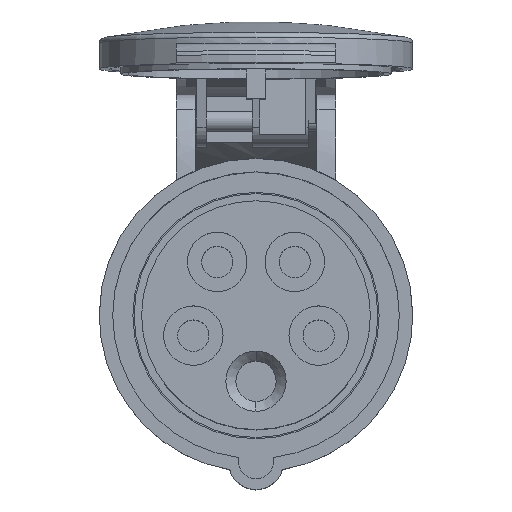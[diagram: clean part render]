
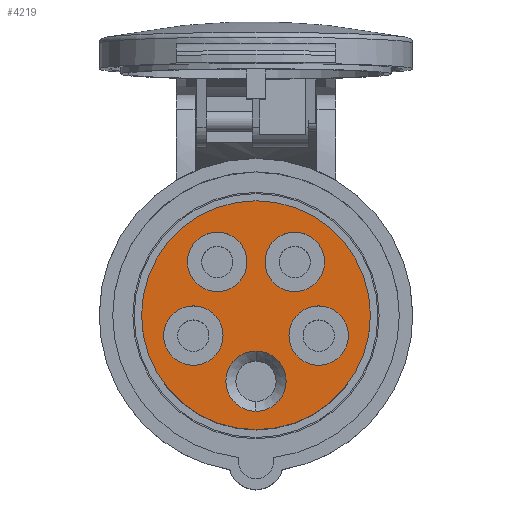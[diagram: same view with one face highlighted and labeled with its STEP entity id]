
A CAD part, top view. The second image highlights one B-rep face of the part: STEP entity #4219.
In plain terms, the highlighted planar face has unit normal (0, 0, 1).
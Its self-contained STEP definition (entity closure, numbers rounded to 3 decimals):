
#3266=CARTESIAN_POINT('',(0.,0.,39.5));
#3267=DIRECTION('',(0.,0.,-1.));
#3268=DIRECTION('',(-1.,0.,0.));
#3269=AXIS2_PLACEMENT_3D('',#3266,#3267,#3268);
#3271=CARTESIAN_POINT('',(0.,0.,39.5));
#3272=DIRECTION('',(0.,0.,-1.));
#3273=DIRECTION('',(1.,0.,0.));
#3274=AXIS2_PLACEMENT_3D('',#3271,#3272,#3273);
#3276=CARTESIAN_POINT('',(-4.094,12.601,39.5));
#3277=DIRECTION('',(0.,0.,1.));
#3278=DIRECTION('',(1.,0.,0.));
#3279=AXIS2_PLACEMENT_3D('',#3276,#3277,#3278);
#3281=CARTESIAN_POINT('',(-4.094,12.601,39.5));
#3282=DIRECTION('',(0.,0.,1.));
#3283=DIRECTION('',(-1.,0.,0.));
#3284=AXIS2_PLACEMENT_3D('',#3281,#3282,#3283);
#3286=CARTESIAN_POINT('',(10.719,7.788,39.5));
#3287=DIRECTION('',(0.,0.,1.));
#3288=DIRECTION('',(1.,0.,0.));
#3289=AXIS2_PLACEMENT_3D('',#3286,#3287,#3288);
#3291=CARTESIAN_POINT('',(10.719,7.788,39.5));
#3292=DIRECTION('',(0.,0.,1.));
#3293=DIRECTION('',(-1.,0.,0.));
#3294=AXIS2_PLACEMENT_3D('',#3291,#3292,#3293);
#3296=CARTESIAN_POINT('',(10.719,-7.788,39.5));
#3297=DIRECTION('',(0.,0.,1.));
#3298=DIRECTION('',(1.,0.,0.));
#3299=AXIS2_PLACEMENT_3D('',#3296,#3297,#3298);
#3301=CARTESIAN_POINT('',(10.719,-7.788,39.5));
#3302=DIRECTION('',(0.,0.,1.));
#3303=DIRECTION('',(-1.,0.,0.));
#3304=AXIS2_PLACEMENT_3D('',#3301,#3302,#3303);
#3306=CARTESIAN_POINT('',(-4.094,-12.601,39.5));
#3307=DIRECTION('',(0.,0.,1.));
#3308=DIRECTION('',(1.,0.,0.));
#3309=AXIS2_PLACEMENT_3D('',#3306,#3307,#3308);
#3311=CARTESIAN_POINT('',(-4.094,-12.601,39.5));
#3312=DIRECTION('',(0.,0.,1.));
#3313=DIRECTION('',(-1.,0.,0.));
#3314=AXIS2_PLACEMENT_3D('',#3311,#3312,#3313);
#3316=CARTESIAN_POINT('',(-13.25,0.,39.5));
#3317=DIRECTION('',(0.,0.,1.));
#3318=DIRECTION('',(-1.,0.,0.));
#3319=AXIS2_PLACEMENT_3D('',#3316,#3317,#3318);
#3321=CARTESIAN_POINT('',(-13.25,0.,39.5));
#3322=DIRECTION('',(0.,0.,1.));
#3323=DIRECTION('',(0.,-1.,0.));
#3324=AXIS2_PLACEMENT_3D('',#3321,#3322,#3323);
#3326=CARTESIAN_POINT('',(-13.25,0.,39.5));
#3327=DIRECTION('',(0.,0.,1.));
#3328=DIRECTION('',(1.,0.,0.));
#3329=AXIS2_PLACEMENT_3D('',#3326,#3327,#3328);
#3331=CARTESIAN_POINT('',(-13.25,0.,39.5));
#3332=DIRECTION('',(0.,0.,1.));
#3333=DIRECTION('',(0.,1.,0.));
#3334=AXIS2_PLACEMENT_3D('',#3331,#3332,#3333);
#3974=CARTESIAN_POINT('',(-23.,0.,39.5));
#3975=CARTESIAN_POINT('',(23.,0.,39.5));
#3976=VERTEX_POINT('',#3974);
#3977=VERTEX_POINT('',#3975);
#3978=CARTESIAN_POINT('',(1.877,12.601,39.5));
#3979=CARTESIAN_POINT('',(-10.066,12.601,39.5));
#3980=VERTEX_POINT('',#3978);
#3981=VERTEX_POINT('',#3979);
#3982=CARTESIAN_POINT('',(16.691,7.788,39.5));
#3983=CARTESIAN_POINT('',(4.748,7.788,39.5));
#3984=VERTEX_POINT('',#3982);
#3985=VERTEX_POINT('',#3983);
#3986=CARTESIAN_POINT('',(16.691,-7.788,39.5));
#3987=CARTESIAN_POINT('',(4.748,-7.788,39.5));
#3988=VERTEX_POINT('',#3986);
#3989=VERTEX_POINT('',#3987);
#3990=CARTESIAN_POINT('',(1.877,-12.601,39.5));
#3991=CARTESIAN_POINT('',(-10.066,-12.601,39.5));
#3992=VERTEX_POINT('',#3990);
#3993=VERTEX_POINT('',#3991);
#3994=CARTESIAN_POINT('',(-13.25,-6.05,39.5));
#3995=CARTESIAN_POINT('',(-7.2,0.,39.5));
#3996=VERTEX_POINT('',#3994);
#3997=VERTEX_POINT('',#3995);
#3998=CARTESIAN_POINT('',(-19.3,0.,39.5));
#3999=VERTEX_POINT('',#3998);
#4000=CARTESIAN_POINT('',(-13.25,6.05,39.5));
#4001=VERTEX_POINT('',#4000);
#4174=CARTESIAN_POINT('',(0.,0.,39.5));
#4175=DIRECTION('',(0.,0.,-1.));
#4176=DIRECTION('',(1.,0.,0.));
#4177=AXIS2_PLACEMENT_3D('',#4174,#4175,#4176);
#4178=PLANE('',#4177);
#4180=ORIENTED_EDGE('',*,*,#4179,.T.);
#4182=ORIENTED_EDGE('',*,*,#4181,.T.);
#4183=EDGE_LOOP('',(#4180,#4182));
#4184=FACE_OUTER_BOUND('',#4183,.F.);
#4186=ORIENTED_EDGE('',*,*,#4185,.T.);
#4188=ORIENTED_EDGE('',*,*,#4187,.T.);
#4189=EDGE_LOOP('',(#4186,#4188));
#4190=FACE_BOUND('',#4189,.F.);
#4192=ORIENTED_EDGE('',*,*,#4191,.T.);
#4194=ORIENTED_EDGE('',*,*,#4193,.T.);
#4195=EDGE_LOOP('',(#4192,#4194));
#4196=FACE_BOUND('',#4195,.F.);
#4198=ORIENTED_EDGE('',*,*,#4197,.T.);
#4200=ORIENTED_EDGE('',*,*,#4199,.T.);
#4201=EDGE_LOOP('',(#4198,#4200));
#4202=FACE_BOUND('',#4201,.F.);
#4204=ORIENTED_EDGE('',*,*,#4203,.T.);
#4206=ORIENTED_EDGE('',*,*,#4205,.T.);
#4207=EDGE_LOOP('',(#4204,#4206));
#4208=FACE_BOUND('',#4207,.F.);
#4210=ORIENTED_EDGE('',*,*,#4209,.T.);
#4212=ORIENTED_EDGE('',*,*,#4211,.T.);
#4214=ORIENTED_EDGE('',*,*,#4213,.T.);
#4216=ORIENTED_EDGE('',*,*,#4215,.T.);
#4217=EDGE_LOOP('',(#4210,#4212,#4214,#4216));
#4218=FACE_BOUND('',#4217,.F.);
#4219=ADVANCED_FACE('',(#4184,#4190,#4196,#4202,#4208,#4218),#4178,.F.);
#3270=CIRCLE('',#3269,23.);
#3275=CIRCLE('',#3274,23.);
#3280=CIRCLE('',#3279,5.972);
#3285=CIRCLE('',#3284,5.972);
#3290=CIRCLE('',#3289,5.972);
#3295=CIRCLE('',#3294,5.972);
#3300=CIRCLE('',#3299,5.972);
#3305=CIRCLE('',#3304,5.972);
#3310=CIRCLE('',#3309,5.972);
#3315=CIRCLE('',#3314,5.972);
#3320=CIRCLE('',#3319,6.05);
#3325=CIRCLE('',#3324,6.05);
#3330=CIRCLE('',#3329,6.05);
#3335=CIRCLE('',#3334,6.05);
#4179=EDGE_CURVE('',#3976,#3977,#3270,.T.);
#4181=EDGE_CURVE('',#3977,#3976,#3275,.T.);
#4185=EDGE_CURVE('',#3980,#3981,#3280,.T.);
#4187=EDGE_CURVE('',#3981,#3980,#3285,.T.);
#4191=EDGE_CURVE('',#3984,#3985,#3290,.T.);
#4193=EDGE_CURVE('',#3985,#3984,#3295,.T.);
#4197=EDGE_CURVE('',#3988,#3989,#3300,.T.);
#4199=EDGE_CURVE('',#3989,#3988,#3305,.T.);
#4203=EDGE_CURVE('',#3992,#3993,#3310,.T.);
#4205=EDGE_CURVE('',#3993,#3992,#3315,.T.);
#4209=EDGE_CURVE('',#3999,#3996,#3320,.T.);
#4211=EDGE_CURVE('',#3996,#3997,#3325,.T.);
#4213=EDGE_CURVE('',#3997,#4001,#3330,.T.);
#4215=EDGE_CURVE('',#4001,#3999,#3335,.T.);
